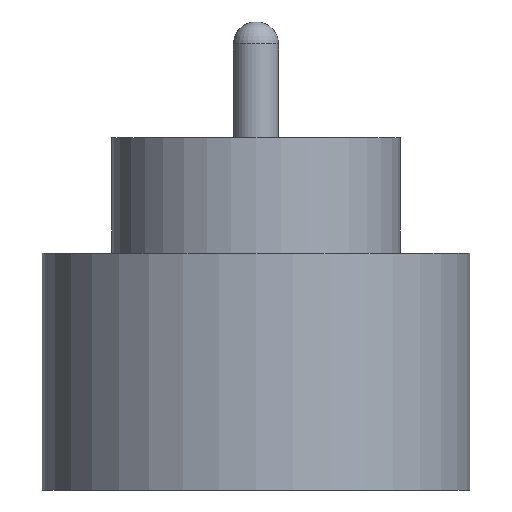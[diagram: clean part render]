
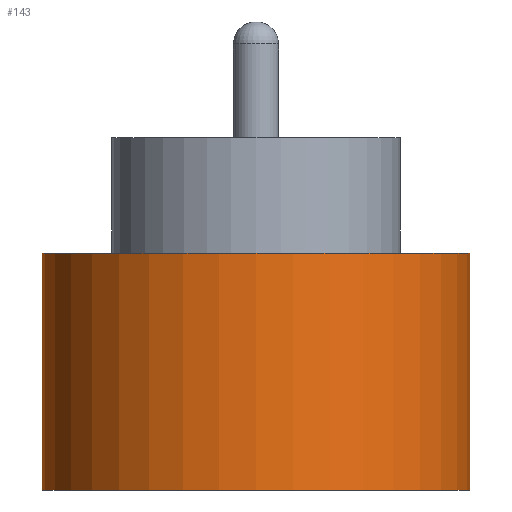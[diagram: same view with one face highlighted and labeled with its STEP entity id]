
A CAD part, front view. The second image highlights one B-rep face of the part: STEP entity #143.
In plain terms, the highlighted cylindrical face has radius 1.85 mm (diameter 3.7 mm), a partial arc.
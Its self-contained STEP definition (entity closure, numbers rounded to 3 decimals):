
#5 = DIRECTION ( 'NONE',  ( 0., 0., -1. ) ) ;
#26 = CARTESIAN_POINT ( 'NONE',  ( -1.85, 0., 1.55 ) ) ;
#45 = EDGE_CURVE ( 'NONE', #89, #651, #615, .T. ) ;
#77 = CARTESIAN_POINT ( 'NONE',  ( 0., 0., 2.55 ) ) ;
#84 = ORIENTED_EDGE ( 'NONE', *, *, #419, .T. ) ;
#87 = VECTOR ( 'NONE', #246, 1000. ) ;
#89 = VERTEX_POINT ( 'NONE', #626 ) ;
#95 = DIRECTION ( 'NONE',  ( 1., 0., 0. ) ) ;
#109 = DIRECTION ( 'NONE',  ( 0., 0., 1. ) ) ;
#110 = CIRCLE ( 'NONE', #783, 1.85 ) ;
#133 = CARTESIAN_POINT ( 'NONE',  ( 1.85, 0., 2.55 ) ) ;
#143 = ADVANCED_FACE ( 'NONE', ( #514 ), #490, .T. ) ;
#183 = AXIS2_PLACEMENT_3D ( 'NONE', #77, #5, #271 ) ;
#207 = DIRECTION ( 'NONE',  ( 0., 0., -1. ) ) ;
#246 = DIRECTION ( 'NONE',  ( 0., 0., -1. ) ) ;
#265 = VERTEX_POINT ( 'NONE', #26 ) ;
#271 = DIRECTION ( 'NONE',  ( -1., 0., 0. ) ) ;
#337 = CIRCLE ( 'NONE', #848, 1.85 ) ;
#344 = EDGE_LOOP ( 'NONE', ( #741, #592, #84, #401 ) ) ;
#401 = ORIENTED_EDGE ( 'NONE', *, *, #818, .T. ) ;
#410 = LINE ( 'NONE', #727, #87 ) ;
#419 = EDGE_CURVE ( 'NONE', #265, #707, #410, .T. ) ;
#440 = VECTOR ( 'NONE', #207, 1000. ) ;
#490 = CYLINDRICAL_SURFACE ( 'NONE', #183, 1.85 ) ;
#514 = FACE_OUTER_BOUND ( 'NONE', #344, .T. ) ;
#592 = ORIENTED_EDGE ( 'NONE', *, *, #603, .F. ) ;
#603 = EDGE_CURVE ( 'NONE', #265, #89, #110, .T. ) ;
#615 = LINE ( 'NONE', #133, #440 ) ;
#626 = CARTESIAN_POINT ( 'NONE',  ( 1.85, 0., 1.55 ) ) ;
#651 = VERTEX_POINT ( 'NONE', #909 ) ;
#658 = CARTESIAN_POINT ( 'NONE',  ( 0., 0., -0.5 ) ) ;
#678 = CARTESIAN_POINT ( 'NONE',  ( 0., 0., 1.55 ) ) ;
#707 = VERTEX_POINT ( 'NONE', #838 ) ;
#727 = CARTESIAN_POINT ( 'NONE',  ( -1.85, 0., 2.55 ) ) ;
#741 = ORIENTED_EDGE ( 'NONE', *, *, #45, .F. ) ;
#783 = AXIS2_PLACEMENT_3D ( 'NONE', #678, #829, #905 ) ;
#818 = EDGE_CURVE ( 'NONE', #707, #651, #337, .T. ) ;
#829 = DIRECTION ( 'NONE',  ( 0., 0., 1. ) ) ;
#838 = CARTESIAN_POINT ( 'NONE',  ( -1.85, 0., -0.5 ) ) ;
#848 = AXIS2_PLACEMENT_3D ( 'NONE', #658, #109, #95 ) ;
#905 = DIRECTION ( 'NONE',  ( 1., 0., 0. ) ) ;
#909 = CARTESIAN_POINT ( 'NONE',  ( 1.85, 0., -0.5 ) ) ;
